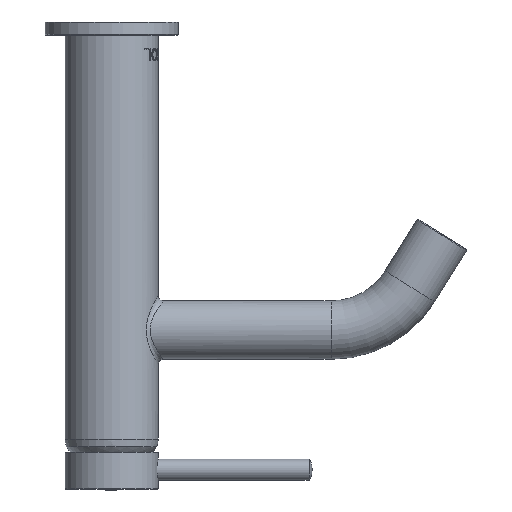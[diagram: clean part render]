
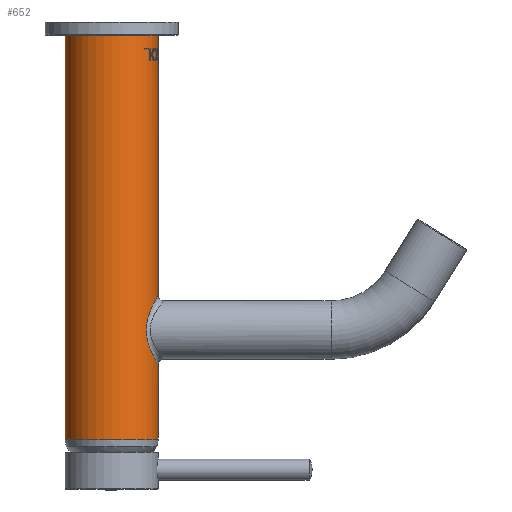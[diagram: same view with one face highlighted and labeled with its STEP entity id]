
A CAD part, front view. The second image highlights one B-rep face of the part: STEP entity #652.
In plain terms, the highlighted cylindrical face has radius 17.5 mm (diameter 35 mm), a partial arc.
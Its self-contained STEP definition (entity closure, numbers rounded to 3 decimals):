
#34=CARTESIAN_POINT('',(17.5,0.,-129.));
#67=CARTESIAN_POINT('',(17.5,0.,-103.));
#69=DIRECTION('',(0.,0.,-1.));
#70=VECTOR('',#69,152.);
#71=CARTESIAN_POINT('',(-17.5,0.,-5.));
#72=LINE('',#71,#70);
#95=CARTESIAN_POINT('',(0.,0.,-157.));
#96=DIRECTION('',(0.,0.,1.));
#97=DIRECTION('',(-1.,0.,0.));
#98=AXIS2_PLACEMENT_3D('',#95,#96,#97);
#107=DIRECTION('',(0.,0.,-1.));
#108=VECTOR('',#107,98.);
#109=CARTESIAN_POINT('',(17.5,0.,-5.));
#110=LINE('',#109,#108);
#111=CARTESIAN_POINT('',(17.5,0.,
-103.));
#112=CARTESIAN_POINT('',(17.5,-0.344,
-103.));
#113=CARTESIAN_POINT('',(17.48,-1.038,-103.034));
#114=CARTESIAN_POINT('',(17.385,-2.094,-103.192));
#115=CARTESIAN_POINT('',(17.224,-3.159,-103.465));
#116=CARTESIAN_POINT('',(16.994,-4.225,-103.86));
#117=CARTESIAN_POINT('',(16.696,-5.282,-104.384));
#118=CARTESIAN_POINT('',(16.329,-6.327,-105.049));
#119=CARTESIAN_POINT('',(15.896,-7.346,-105.867));
#120=CARTESIAN_POINT('',(15.413,-8.31,-106.836));
#121=CARTESIAN_POINT('',(14.905,-9.187,-107.941));
#122=CARTESIAN_POINT('',(14.411,-9.94,-109.143));
#123=CARTESIAN_POINT('',(13.964,-10.555,-110.403));
#124=CARTESIAN_POINT('',(13.595,-11.023,-111.673));
#125=CARTESIAN_POINT('',(13.316,-11.357,-112.933));
#126=CARTESIAN_POINT('',(13.132,-11.568,-114.171));
#127=CARTESIAN_POINT('',(13.04,-11.671,-115.391));
#128=CARTESIAN_POINT('',(13.04,-11.671,-116.603));
#129=CARTESIAN_POINT('',(13.131,-11.569,-117.822));
#130=CARTESIAN_POINT('',(13.315,-11.358,-119.06));
#131=CARTESIAN_POINT('',(13.594,-11.025,-120.323));
#132=CARTESIAN_POINT('',(13.966,-10.552,-121.605));
#133=CARTESIAN_POINT('',(14.415,-9.934,-122.869));
#134=CARTESIAN_POINT('',(14.912,-9.175,-124.075));
#135=CARTESIAN_POINT('',(15.419,-8.299,-125.175));
#136=CARTESIAN_POINT('',(15.9,-7.338,-126.14));
#137=CARTESIAN_POINT('',(16.33,-6.322,-126.954));
#138=CARTESIAN_POINT('',(16.696,-5.28,-127.617));
#139=CARTESIAN_POINT('',(16.995,-4.221,-128.142));
#140=CARTESIAN_POINT('',(17.225,-3.154,-128.536));
#141=CARTESIAN_POINT('',(17.386,-2.089,-128.809));
#142=CARTESIAN_POINT('',(17.48,-1.035,-128.966));
#143=CARTESIAN_POINT('',(17.5,-0.343,
-129.));
#144=CARTESIAN_POINT('',(17.5,0.,-129.));
#146=DIRECTION('',(0.,0.,-1.));
#147=VECTOR('',#146,28.);
#148=CARTESIAN_POINT('',(17.5,0.,-129.));
#149=LINE('',#148,#147);
#175=CARTESIAN_POINT('',(0.,0.,-5.));
#176=DIRECTION('',(0.,0.,-1.));
#177=DIRECTION('',(1.,0.,0.));
#178=AXIS2_PLACEMENT_3D('',#175,#176,#177);
#362=VERTEX_POINT('',#34);
#363=VERTEX_POINT('',#67);
#364=CARTESIAN_POINT('',(17.5,0.,-157.));
#365=CARTESIAN_POINT('',(-17.5,0.,-157.));
#366=VERTEX_POINT('',#364);
#367=VERTEX_POINT('',#365);
#368=CARTESIAN_POINT('',(17.5,0.,-5.));
#369=VERTEX_POINT('',#368);
#370=CARTESIAN_POINT('',(-17.5,0.,-5.));
#371=VERTEX_POINT('',#370);
#637=CARTESIAN_POINT('',(0.,0.,-168.));
#638=DIRECTION('',(0.,0.,1.));
#639=DIRECTION('',(-1.,0.,0.));
#640=AXIS2_PLACEMENT_3D('',#637,#638,#639);
#641=CYLINDRICAL_SURFACE('',#640,17.5);
#642=ORIENTED_EDGE('',*,*,#631,.F.);
#643=ORIENTED_EDGE('',*,*,#545,.F.);
#645=ORIENTED_EDGE('',*,*,#644,.F.);
#646=ORIENTED_EDGE('',*,*,#541,.T.);
#648=ORIENTED_EDGE('',*,*,#647,.T.);
#649=ORIENTED_EDGE('',*,*,#538,.T.);
#650=EDGE_LOOP('',(#642,#643,#645,#646,#648,#649));
#651=FACE_OUTER_BOUND('',#650,.F.);
#652=ADVANCED_FACE('',(#651),#641,.T.);
#99=CIRCLE('',#98,17.5);
#145=B_SPLINE_CURVE_WITH_KNOTS('',3,(#111,#112,#113,#114,#115,#116,#117,#118,
#119,#120,#121,#122,#123,#124,#125,#126,#127,#128,#129,#130,#131,#132,#133,#134,
#135,#136,#137,#138,#139,#140,#141,#142,#143,#144),.UNSPECIFIED.,.F.,.F.,(4,1,1,
1,1,1,1,1,1,1,1,1,1,1,1,1,1,1,1,1,1,1,1,1,1,1,1,1,1,1,1,4),(0.,
0.032,0.065,0.097,0.129,
0.161,0.194,0.226,0.258,
0.29,0.323,0.355,0.387,
0.419,0.452,0.484,0.516,
0.548,0.581,0.613,0.645,
0.677,0.71,0.742,0.774,
0.806,0.839,0.871,0.903,
0.935,0.968,1.),.UNSPECIFIED.);
#179=CIRCLE('',#178,17.5);
#538=EDGE_CURVE('',#362,#366,#149,.T.);
#541=EDGE_CURVE('',#369,#363,#110,.T.);
#545=EDGE_CURVE('',#371,#367,#72,.T.);
#631=EDGE_CURVE('',#367,#366,#99,.T.);
#644=EDGE_CURVE('',#369,#371,#179,.T.);
#647=EDGE_CURVE('',#363,#362,#145,.T.);
